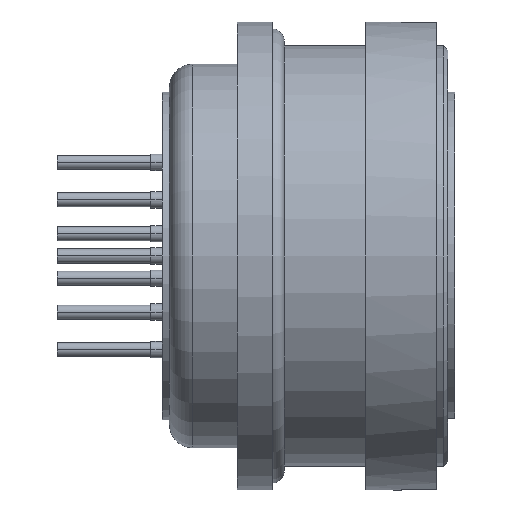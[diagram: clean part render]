
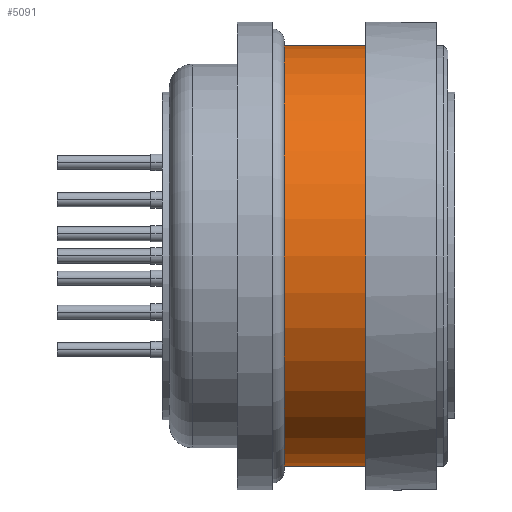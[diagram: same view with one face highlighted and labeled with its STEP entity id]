
A CAD part, left-side view. The second image highlights one B-rep face of the part: STEP entity #5091.
In plain terms, the highlighted cylindrical face has radius 9 mm (diameter 18 mm), a partial arc.
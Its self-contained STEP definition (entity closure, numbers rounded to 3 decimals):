
#209=CARTESIAN_POINT('',(0.0,-5.158,9.));
#210=VERTEX_POINT('',#209);
#220=CARTESIAN_POINT('',(0.,-5.158,-9.));
#221=VERTEX_POINT('',#220);
#253=CARTESIAN_POINT('',(0.0,-8.7,9.));
#254=VERTEX_POINT('',#253);
#255=CARTESIAN_POINT('',(0.0,-8.7,9.));
#256=DIRECTION('',(0.0,1.0,0.0));
#257=VECTOR('',#256,3.542);
#258=LINE('',#255,#257);
#259=EDGE_CURVE('',#254,#210,#258,.T.);
#261=CARTESIAN_POINT('',(0.,-8.7,-9.));
#262=VERTEX_POINT('',#261);
#270=CARTESIAN_POINT('',(0.,-5.158,-9.));
#271=DIRECTION('',(0.0,-1.0,0.0));
#272=VECTOR('',#271,3.542);
#273=LINE('',#270,#272);
#274=EDGE_CURVE('',#221,#262,#273,.T.);
#5064=CARTESIAN_POINT('',(0.0,-8.7,0.));
#5065=DIRECTION('',(0.0,1.0,0.0));
#5066=DIRECTION('',(0.0,0.0,1.0));
#5067=AXIS2_PLACEMENT_3D('',#5064,#5065,#5066);
#5068=CIRCLE('',#5067,9.);
#5069=EDGE_CURVE('',#262,#254,#5068,.T.);
#5074=CARTESIAN_POINT('',(0.0,-6.929,0.));
#5075=DIRECTION('',(0.0,1.0,0.));
#5076=DIRECTION('',(0.0,0.0,1.0));
#5077=AXIS2_PLACEMENT_3D('',#5074,#5075,#5076);
#5078=CYLINDRICAL_SURFACE('',#5077,9.);
#5079=ORIENTED_EDGE('',*,*,#259,.T.);
#5080=CARTESIAN_POINT('',(0.0,-5.158,0.));
#5081=DIRECTION('',(0.0,1.0,0.0));
#5082=DIRECTION('',(0.0,0.0,1.0));
#5083=AXIS2_PLACEMENT_3D('',#5080,#5081,#5082);
#5084=CIRCLE('',#5083,9.);
#5085=EDGE_CURVE('',#221,#210,#5084,.T.);
#5086=ORIENTED_EDGE('',*,*,#5085,.F.);
#5087=ORIENTED_EDGE('',*,*,#274,.T.);
#5088=ORIENTED_EDGE('',*,*,#5069,.T.);
#5089=EDGE_LOOP('',(#5079,#5086,#5087,#5088));
#5090=FACE_OUTER_BOUND('',#5089,.T.);
#5091=ADVANCED_FACE('',(#5090),#5078,.T.);
